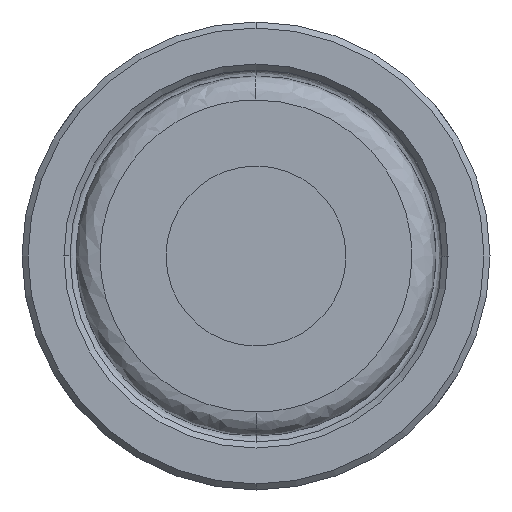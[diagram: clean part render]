
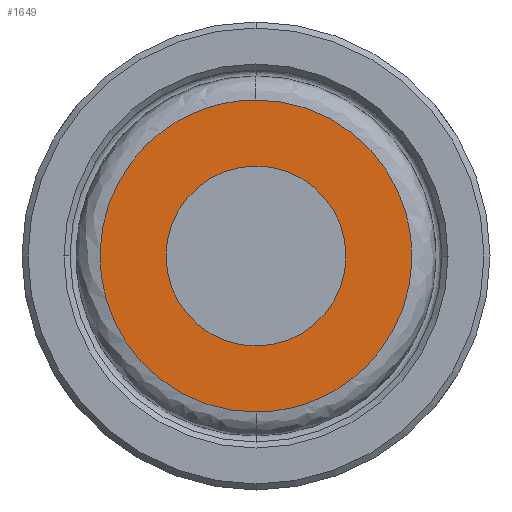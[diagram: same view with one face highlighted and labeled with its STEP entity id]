
A CAD part, front view. The second image highlights one B-rep face of the part: STEP entity #1649.
In plain terms, the highlighted planar face has unit normal (0, -1, 0).
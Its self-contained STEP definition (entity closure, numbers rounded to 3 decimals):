
#63 = CARTESIAN_POINT ( 'NONE',  ( 0., 0., -13. ) ) ;
#67 = CARTESIAN_POINT ( 'NONE',  ( 0., 0., 13. ) ) ;
#75 = CARTESIAN_POINT ( 'NONE',  ( 26., 0., -13. ) ) ;
#146 = CARTESIAN_POINT ( 'NONE',  ( 26., 0., 13. ) ) ;
#224 = AXIS2_PLACEMENT_3D ( 'NONE', #2292, #4624, #741 ) ;
#315 = CIRCLE ( 'NONE', #224, 7.5 ) ;
#741 = DIRECTION ( 'NONE',  ( 0., 0., -1. ) ) ;
#882 =( BOUNDED_CURVE ( )  B_SPLINE_CURVE ( 3, ( #67, #146, #75, #63 ),
 .UNSPECIFIED., .F., .T. ) 
 B_SPLINE_CURVE_WITH_KNOTS ( ( 4, 4 ),
 ( 0., 1. ),
 .UNSPECIFIED. ) 
 CURVE ( )  GEOMETRIC_REPRESENTATION_ITEM ( )  RATIONAL_B_SPLINE_CURVE ( ( 1., 0.333, 0.333, 1. ) ) 
 REPRESENTATION_ITEM ( '' )  );
#928 = DIRECTION ( 'NONE',  ( 0., 0., -1. ) ) ;
#931 = DIRECTION ( 'NONE',  ( 0., -1., 0. ) ) ;
#943 = CARTESIAN_POINT ( 'NONE',  ( 7.5, 0., 0. ) ) ;
#985 = PLANE ( 'NONE',  #1544 ) ;
#1114 =( BOUNDED_CURVE ( )  B_SPLINE_CURVE ( 3, ( #3348, #3391, #3307, #3305 ),
 .UNSPECIFIED., .F., .T. ) 
 B_SPLINE_CURVE_WITH_KNOTS ( ( 4, 4 ),
 ( 0., 1. ),
 .UNSPECIFIED. ) 
 CURVE ( )  GEOMETRIC_REPRESENTATION_ITEM ( )  RATIONAL_B_SPLINE_CURVE ( ( 1., 0.333, 0.333, 1. ) ) 
 REPRESENTATION_ITEM ( '' )  );
#1377 = ORIENTED_EDGE ( 'NONE', *, *, #2324, .F. ) ;
#1544 = AXIS2_PLACEMENT_3D ( 'NONE', #943, #931, #928 ) ;
#1649 = ADVANCED_FACE ( 'NONE', ( #2351, #1737 ), #985, .T. ) ;
#1737 = FACE_OUTER_BOUND ( 'NONE', #2885, .T. ) ;
#2156 = EDGE_CURVE ( 'NONE', #2309, #3545, #882, .T. ) ;
#2205 = EDGE_CURVE ( 'NONE', #3801, #3501, #315, .T. ) ;
#2292 = CARTESIAN_POINT ( 'NONE',  ( 0., 0., 0. ) ) ;
#2309 = VERTEX_POINT ( 'NONE', #3345 ) ;
#2324 = EDGE_CURVE ( 'NONE', #3545, #2309, #1114, .T. ) ;
#2331 = EDGE_CURVE ( 'NONE', #3501, #3801, #3231, .T. ) ;
#2351 = FACE_BOUND ( 'NONE', #3343, .T. ) ;
#2885 = EDGE_LOOP ( 'NONE', ( #3266, #1377 ) ) ;
#3205 = CARTESIAN_POINT ( 'NONE',  ( 0., 0., -7.5 ) ) ;
#3231 = CIRCLE ( 'NONE', #3936, 7.5 ) ;
#3241 = ORIENTED_EDGE ( 'NONE', *, *, #2205, .T. ) ;
#3263 = DIRECTION ( 'NONE',  ( 0., 0., -1. ) ) ;
#3266 = ORIENTED_EDGE ( 'NONE', *, *, #2156, .F. ) ;
#3269 = DIRECTION ( 'NONE',  ( 0., 1., 0. ) ) ;
#3275 = CARTESIAN_POINT ( 'NONE',  ( 0., 0., 0. ) ) ;
#3290 = CARTESIAN_POINT ( 'NONE',  ( 0., 0., 7.5 ) ) ;
#3298 = CARTESIAN_POINT ( 'NONE',  ( 0., 0., -13. ) ) ;
#3305 = CARTESIAN_POINT ( 'NONE',  ( 0., 0., 13. ) ) ;
#3307 = CARTESIAN_POINT ( 'NONE',  ( -26., 0., 13. ) ) ;
#3343 = EDGE_LOOP ( 'NONE', ( #3241, #3495 ) ) ;
#3345 = CARTESIAN_POINT ( 'NONE',  ( 0., 0., 13. ) ) ;
#3348 = CARTESIAN_POINT ( 'NONE',  ( 0., 0., -13. ) ) ;
#3391 = CARTESIAN_POINT ( 'NONE',  ( -26., 0., -13. ) ) ;
#3495 = ORIENTED_EDGE ( 'NONE', *, *, #2331, .T. ) ;
#3501 = VERTEX_POINT ( 'NONE', #3290 ) ;
#3545 = VERTEX_POINT ( 'NONE', #3298 ) ;
#3801 = VERTEX_POINT ( 'NONE', #3205 ) ;
#3936 = AXIS2_PLACEMENT_3D ( 'NONE', #3275, #3269, #3263 ) ;
#4624 = DIRECTION ( 'NONE',  ( 0., 1., 0. ) ) ;
